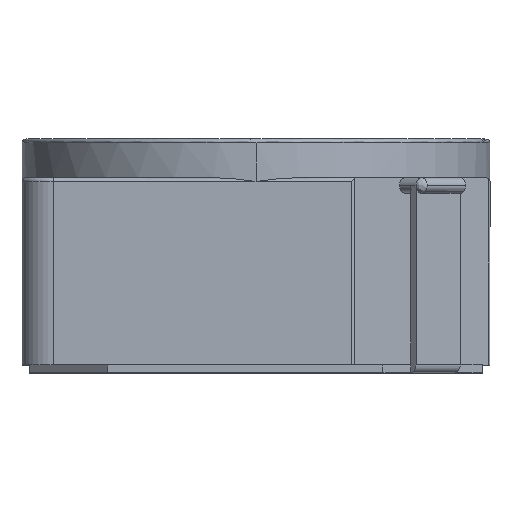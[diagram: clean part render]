
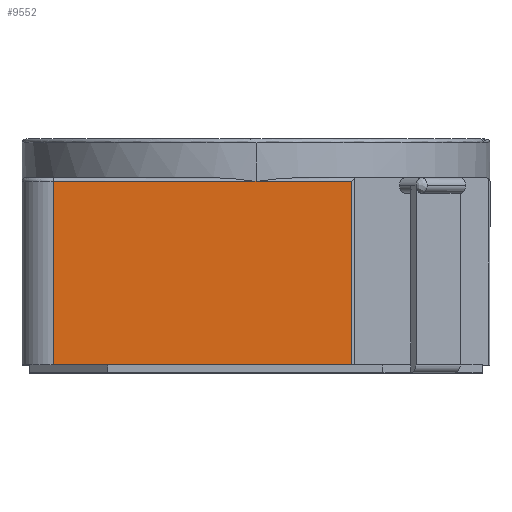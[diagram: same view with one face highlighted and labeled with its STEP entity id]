
A CAD part, top view. The second image highlights one B-rep face of the part: STEP entity #9552.
In plain terms, the highlighted planar face has unit normal (0, 0, 1).
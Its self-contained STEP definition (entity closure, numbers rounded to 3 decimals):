
#130 = CARTESIAN_POINT ( 'NONE',  ( 2.312, 2.35, 0. ) ) ;
#168 = VERTEX_POINT ( 'NONE', #3326 ) ;
#413 = CARTESIAN_POINT ( 'NONE',  ( 4.224, 0., 0. ) ) ;
#612 = LINE ( 'NONE', #5890, #5152 ) ;
#1240 = CARTESIAN_POINT ( 'NONE',  ( 0.4, 2.35, 0. ) ) ;
#1809 = LINE ( 'NONE', #3281, #9589 ) ;
#1865 = CARTESIAN_POINT ( 'NONE',  ( 0.324, -0.047, 0. ) ) ;
#2251 = ORIENTED_EDGE ( 'NONE', *, *, #11619, .T. ) ;
#2318 = EDGE_CURVE ( 'NONE', #7717, #168, #6013, .T. ) ;
#2915 = EDGE_CURVE ( 'NONE', #8654, #8249, #5989, .T. ) ;
#3281 = CARTESIAN_POINT ( 'NONE',  ( 0.4, 1.175, 0. ) ) ;
#3326 = CARTESIAN_POINT ( 'NONE',  ( 3., 2.35, 0. ) ) ;
#3723 = VECTOR ( 'NONE', #4425, 1000. ) ;
#3851 = DIRECTION ( 'NONE',  ( 0., 0., 1. ) ) ;
#4425 = DIRECTION ( 'NONE',  ( 1., 0., 0. ) ) ;
#4617 = CARTESIAN_POINT ( 'NONE',  ( 2.312, 2.35, 0. ) ) ;
#4971 = DIRECTION ( 'NONE',  ( -1., 0., 0. ) ) ;
#5152 = VECTOR ( 'NONE', #6881, 1000. ) ;
#5890 = CARTESIAN_POINT ( 'NONE',  ( 4.224, 1.175, 0. ) ) ;
#5989 = LINE ( 'NONE', #10241, #3723 ) ;
#6013 = LINE ( 'NONE', #130, #8294 ) ;
#6328 = ORIENTED_EDGE ( 'NONE', *, *, #2318, .T. ) ;
#6881 = DIRECTION ( 'NONE',  ( 0., 1., 0. ) ) ;
#7149 = CARTESIAN_POINT ( 'NONE',  ( 4.224, 2.35, 0. ) ) ;
#7207 = FACE_OUTER_BOUND ( 'NONE', #11279, .T. ) ;
#7434 = ORIENTED_EDGE ( 'NONE', *, *, #10063, .T. ) ;
#7717 = VERTEX_POINT ( 'NONE', #7149 ) ;
#8178 = VERTEX_POINT ( 'NONE', #1240 ) ;
#8249 = VERTEX_POINT ( 'NONE', #413 ) ;
#8294 = VECTOR ( 'NONE', #4971, 1000. ) ;
#8654 = VERTEX_POINT ( 'NONE', #9163 ) ;
#9099 = ORIENTED_EDGE ( 'NONE', *, *, #10578, .T. ) ;
#9163 = CARTESIAN_POINT ( 'NONE',  ( 0.4, 0., 0. ) ) ;
#9552 = ADVANCED_FACE ( 'NONE', ( #7207 ), #9668, .T. ) ;
#9589 = VECTOR ( 'NONE', #11057, 1000. ) ;
#9668 = PLANE ( 'NONE',  #12574 ) ;
#10063 = EDGE_CURVE ( 'NONE', #168, #8178, #10228, .T. ) ;
#10228 = LINE ( 'NONE', #4617, #12495 ) ;
#10241 = CARTESIAN_POINT ( 'NONE',  ( 3., 0., 0. ) ) ;
#10437 = DIRECTION ( 'NONE',  ( -1., 0., 0. ) ) ;
#10578 = EDGE_CURVE ( 'NONE', #8178, #8654, #1809, .T. ) ;
#10645 = DIRECTION ( 'NONE',  ( 1., 0., 0. ) ) ;
#11057 = DIRECTION ( 'NONE',  ( 0., -1., 0. ) ) ;
#11279 = EDGE_LOOP ( 'NONE', ( #9099, #11376, #2251, #6328, #7434 ) ) ;
#11376 = ORIENTED_EDGE ( 'NONE', *, *, #2915, .T. ) ;
#11619 = EDGE_CURVE ( 'NONE', #8249, #7717, #612, .T. ) ;
#12495 = VECTOR ( 'NONE', #10437, 1000. ) ;
#12574 = AXIS2_PLACEMENT_3D ( 'NONE', #1865, #3851, #10645 ) ;
